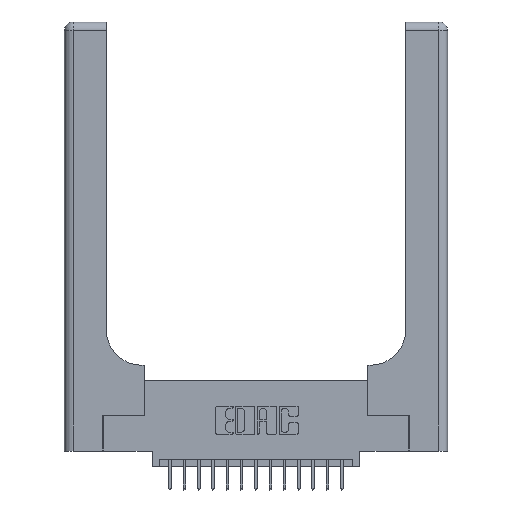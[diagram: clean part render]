
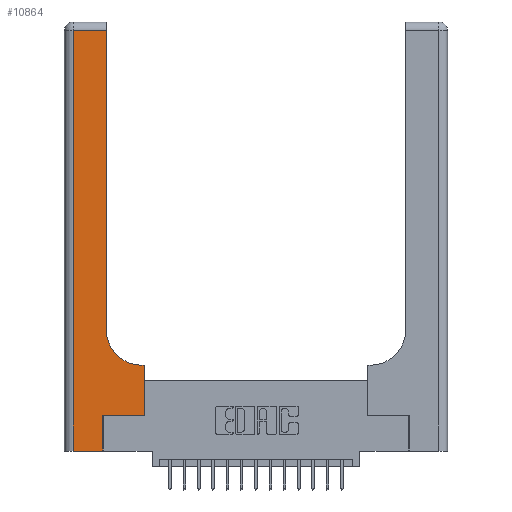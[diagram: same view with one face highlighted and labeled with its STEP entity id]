
A CAD part, top view. The second image highlights one B-rep face of the part: STEP entity #10864.
In plain terms, the highlighted planar face has unit normal (0, 0, 1).
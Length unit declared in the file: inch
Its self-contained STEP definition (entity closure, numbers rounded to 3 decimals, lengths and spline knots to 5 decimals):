
#120 = CARTESIAN_POINT ( 'NONE',  ( 0.2915, 3., 0.37 ) ) ;
#149 = LINE ( 'NONE', #15171, #18304 ) ;
#387 = ORIENTED_EDGE ( 'NONE', *, *, #15543, .T. ) ;
#454 = CARTESIAN_POINT ( 'NONE',  ( 0.2915, 2.94, 0.37 ) ) ;
#504 = VECTOR ( 'NONE', #8170, 39.37008 ) ;
#842 = VERTEX_POINT ( 'NONE', #10241 ) ;
#1071 = ORIENTED_EDGE ( 'NONE', *, *, #13806, .T. ) ;
#1167 = VECTOR ( 'NONE', #17125, 39.37008 ) ;
#1869 = CARTESIAN_POINT ( 'NONE',  ( 0.06, 3., 0.37 ) ) ;
#1900 = PLANE ( 'NONE',  #18425 ) ;
#2005 = DIRECTION ( 'NONE',  ( 1., 0., 0. ) ) ;
#2108 = LINE ( 'NONE', #14345, #8015 ) ;
#3606 = ORIENTED_EDGE ( 'NONE', *, *, #15800, .T. ) ;
#3884 = DIRECTION ( 'NONE',  ( -1., 0., 0. ) ) ;
#3970 = EDGE_LOOP ( 'NONE', ( #1071, #7935, #3606, #11887, #4727, #9526, #19104, #387, #11080 ) ) ;
#4698 = LINE ( 'NONE', #1869, #1167 ) ;
#4727 = ORIENTED_EDGE ( 'NONE', *, *, #14659, .T. ) ;
#4913 = VECTOR ( 'NONE', #9896, 39.37008 ) ;
#5688 = CARTESIAN_POINT ( 'NONE',  ( 0.2915, 0.6, 0.37 ) ) ;
#5878 = LINE ( 'NONE', #18628, #4913 ) ;
#6377 = VERTEX_POINT ( 'NONE', #13713 ) ;
#6912 = CARTESIAN_POINT ( 'NONE',  ( 0.2915, 0.85, 0.37 ) ) ;
#7098 = VERTEX_POINT ( 'NONE', #6912 ) ;
#7302 = DIRECTION ( 'NONE',  ( 1., 0., 0. ) ) ;
#7427 = VECTOR ( 'NONE', #13962, 39.37008 ) ;
#7935 = ORIENTED_EDGE ( 'NONE', *, *, #9942, .T. ) ;
#8015 = VECTOR ( 'NONE', #3884, 39.37008 ) ;
#8031 = CARTESIAN_POINT ( 'NONE',  ( 0., 0., 0.37 ) ) ;
#8170 = DIRECTION ( 'NONE',  ( 1., 0., 0. ) ) ;
#8426 = EDGE_CURVE ( 'NONE', #6377, #842, #9252, .T. ) ;
#9252 = LINE ( 'NONE', #8031, #504 ) ;
#9459 = LINE ( 'NONE', #5688, #13867 ) ;
#9526 = ORIENTED_EDGE ( 'NONE', *, *, #9763, .T. ) ;
#9763 = EDGE_CURVE ( 'NONE', #19515, #15323, #15076, .T. ) ;
#9896 = DIRECTION ( 'NONE',  ( 0., 1., 0. ) ) ;
#9904 = FACE_OUTER_BOUND ( 'NONE', #3970, .T. ) ;
#9942 = EDGE_CURVE ( 'NONE', #10440, #10787, #2108, .T. ) ;
#10241 = CARTESIAN_POINT ( 'NONE',  ( 0.269, 0., 0.37 ) ) ;
#10440 = VERTEX_POINT ( 'NONE', #454 ) ;
#10589 = CARTESIAN_POINT ( 'NONE',  ( 0.5415, 0.85, 0.37 ) ) ;
#10787 = VERTEX_POINT ( 'NONE', #14552 ) ;
#10864 = ADVANCED_FACE ( 'NONE', ( #9904 ), #1900, .F. ) ;
#11080 = ORIENTED_EDGE ( 'NONE', *, *, #17893, .T. ) ;
#11887 = ORIENTED_EDGE ( 'NONE', *, *, #8426, .T. ) ;
#12242 = DIRECTION ( 'NONE',  ( 0., 1., 0. ) ) ;
#12356 = VERTEX_POINT ( 'NONE', #14098 ) ;
#12396 = CARTESIAN_POINT ( 'NONE',  ( 0., 3., 0.37 ) ) ;
#12646 = CARTESIAN_POINT ( 'NONE',  ( 0.269, 0.25, 0.37 ) ) ;
#12696 = EDGE_CURVE ( 'NONE', #15323, #12356, #149, .T. ) ;
#12765 = CARTESIAN_POINT ( 'NONE',  ( 0.5415, 0.6, 0.37 ) ) ;
#13507 = DIRECTION ( 'NONE',  ( 0., 0., -1. ) ) ;
#13713 = CARTESIAN_POINT ( 'NONE',  ( 0.06, 0., 0.37 ) ) ;
#13806 = EDGE_CURVE ( 'NONE', #7098, #10440, #18947, .T. ) ;
#13867 = VECTOR ( 'NONE', #19264, 39.37008 ) ;
#13937 = CARTESIAN_POINT ( 'NONE',  ( 0.269, 0.25, 0.37 ) ) ;
#13962 = DIRECTION ( 'NONE',  ( 0., 1., 0. ) ) ;
#14087 = CARTESIAN_POINT ( 'NONE',  ( 0.5585, 0.25, 0.37 ) ) ;
#14098 = CARTESIAN_POINT ( 'NONE',  ( 0.5585, 0.6, 0.37 ) ) ;
#14345 = CARTESIAN_POINT ( 'NONE',  ( 0., 2.94, 0.37 ) ) ;
#14552 = CARTESIAN_POINT ( 'NONE',  ( 0.06, 2.94, 0.37 ) ) ;
#14659 = EDGE_CURVE ( 'NONE', #842, #19515, #5878, .T. ) ;
#14832 = AXIS2_PLACEMENT_3D ( 'NONE', #10589, #13507, #7302 ) ;
#15076 = LINE ( 'NONE', #13937, #16471 ) ;
#15171 = CARTESIAN_POINT ( 'NONE',  ( 0.5585, 0.25, 0.37 ) ) ;
#15323 = VERTEX_POINT ( 'NONE', #14087 ) ;
#15442 = DIRECTION ( 'NONE',  ( -1., 0., 0. ) ) ;
#15543 = EDGE_CURVE ( 'NONE', #12356, #17157, #9459, .T. ) ;
#15800 = EDGE_CURVE ( 'NONE', #10787, #6377, #4698, .T. ) ;
#16471 = VECTOR ( 'NONE', #2005, 39.37008 ) ;
#16959 = DIRECTION ( 'NONE',  ( 0., 0., -1. ) ) ;
#17125 = DIRECTION ( 'NONE',  ( 0., -1., 0. ) ) ;
#17157 = VERTEX_POINT ( 'NONE', #12765 ) ;
#17893 = EDGE_CURVE ( 'NONE', #17157, #7098, #19270, .T. ) ;
#18304 = VECTOR ( 'NONE', #12242, 39.37008 ) ;
#18425 = AXIS2_PLACEMENT_3D ( 'NONE', #12396, #16959, #15442 ) ;
#18628 = CARTESIAN_POINT ( 'NONE',  ( 0.269, 0., 0.37 ) ) ;
#18947 = LINE ( 'NONE', #120, #7427 ) ;
#19104 = ORIENTED_EDGE ( 'NONE', *, *, #12696, .T. ) ;
#19264 = DIRECTION ( 'NONE',  ( -1., 0., 0. ) ) ;
#19270 = CIRCLE ( 'NONE', #14832, 0.25 ) ;
#19515 = VERTEX_POINT ( 'NONE', #12646 ) ;
